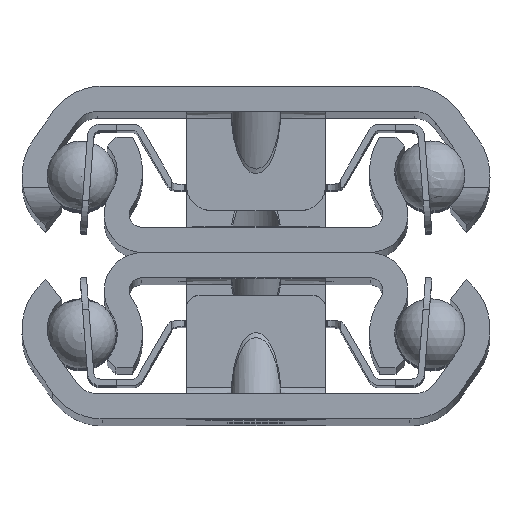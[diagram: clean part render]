
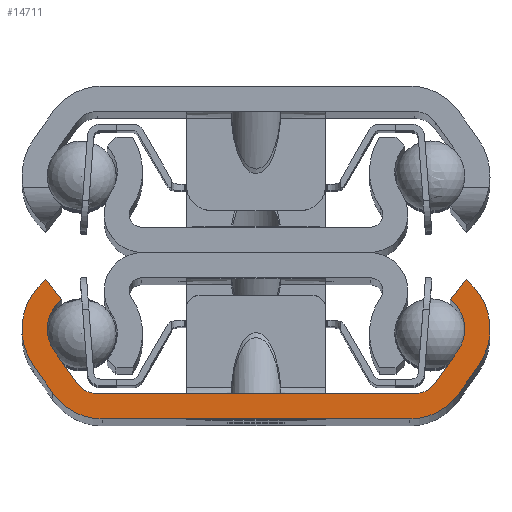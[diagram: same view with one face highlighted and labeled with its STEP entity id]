
A CAD part, top view. The second image highlights one B-rep face of the part: STEP entity #14711.
In plain terms, the highlighted face is planar.
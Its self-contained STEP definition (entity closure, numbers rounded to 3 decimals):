
#190=LINE('',#23695,#1786);
#209=LINE('',#23778,#1805);
#253=LINE('',#23944,#1849);
#257=LINE('',#23956,#1853);
#281=LINE('',#24083,#1877);
#284=LINE('',#24092,#1880);
#288=LINE('',#24107,#1884);
#291=LINE('',#24116,#1887);
#1786=VECTOR('',#18621,10.);
#1805=VECTOR('',#18664,10.);
#1849=VECTOR('',#18784,10.);
#1853=VECTOR('',#18796,10.);
#1877=VECTOR('',#18890,10.);
#1880=VECTOR('',#18901,10.);
#1884=VECTOR('',#18919,10.);
#1887=VECTOR('',#18930,10.);
#3410=PLANE('',#16995);
#4575=FACE_OUTER_BOUND('',#5416,.T.);
#5416=EDGE_LOOP('',(#10444,#10445,#10446,#10447,#10448,#10449,#10450,#10451,
#10452,#10453,#10454,#10455,#10456,#10457,#10458,#10459));
#6317=VERTEX_POINT('',#23693);
#6318=VERTEX_POINT('',#23694);
#6345=VERTEX_POINT('',#23776);
#6346=VERTEX_POINT('',#23777);
#6387=VERTEX_POINT('',#23934);
#6388=VERTEX_POINT('',#23936);
#6390=VERTEX_POINT('',#23942);
#6391=VERTEX_POINT('',#23946);
#6392=VERTEX_POINT('',#23948);
#6394=VERTEX_POINT('',#23954);
#6411=VERTEX_POINT('',#24076);
#6413=VERTEX_POINT('',#24082);
#6415=VERTEX_POINT('',#24091);
#6417=VERTEX_POINT('',#24100);
#6419=VERTEX_POINT('',#24106);
#6421=VERTEX_POINT('',#24115);
#7857=EDGE_CURVE('',#6317,#6318,#190,.T.);
#7887=EDGE_CURVE('',#6345,#6346,#209,.T.);
#7948=EDGE_CURVE('',#6387,#6388,#15719,.T.);
#7952=EDGE_CURVE('',#6390,#6387,#253,.T.);
#7954=EDGE_CURVE('',#6391,#6392,#15721,.T.);
#7958=EDGE_CURVE('',#6394,#6391,#257,.T.);
#7995=EDGE_CURVE('',#6318,#6411,#15731,.T.);
#7998=EDGE_CURVE('',#6411,#6413,#281,.T.);
#8002=EDGE_CURVE('',#6413,#6390,#15734,.T.);
#8003=EDGE_CURVE('',#6388,#6415,#284,.T.);
#8006=EDGE_CURVE('',#6415,#6345,#15735,.T.);
#8008=EDGE_CURVE('',#6346,#6417,#15737,.T.);
#8011=EDGE_CURVE('',#6417,#6419,#288,.T.);
#8015=EDGE_CURVE('',#6419,#6394,#15740,.T.);
#8016=EDGE_CURVE('',#6392,#6421,#291,.T.);
#8019=EDGE_CURVE('',#6421,#6317,#15741,.T.);
#10444=ORIENTED_EDGE('',*,*,#7995,.F.);
#10445=ORIENTED_EDGE('',*,*,#7857,.F.);
#10446=ORIENTED_EDGE('',*,*,#8019,.F.);
#10447=ORIENTED_EDGE('',*,*,#8016,.F.);
#10448=ORIENTED_EDGE('',*,*,#7954,.F.);
#10449=ORIENTED_EDGE('',*,*,#7958,.F.);
#10450=ORIENTED_EDGE('',*,*,#8015,.F.);
#10451=ORIENTED_EDGE('',*,*,#8011,.F.);
#10452=ORIENTED_EDGE('',*,*,#8008,.F.);
#10453=ORIENTED_EDGE('',*,*,#7887,.F.);
#10454=ORIENTED_EDGE('',*,*,#8006,.F.);
#10455=ORIENTED_EDGE('',*,*,#8003,.F.);
#10456=ORIENTED_EDGE('',*,*,#7948,.F.);
#10457=ORIENTED_EDGE('',*,*,#7952,.F.);
#10458=ORIENTED_EDGE('',*,*,#8002,.F.);
#10459=ORIENTED_EDGE('',*,*,#7998,.F.);
#14711=ADVANCED_FACE('',(#4575),#3410,.F.);
#15719=CIRCLE('',#16935,3.);
#15721=CIRCLE('',#16939,5.);
#15731=CIRCLE('',#16974,4.75);
#15734=CIRCLE('',#16979,5.);
#15735=CIRCLE('',#16982,2.);
#15737=CIRCLE('',#16985,2.);
#15740=CIRCLE('',#16990,3.);
#15741=CIRCLE('',#16993,4.75);
#16935=AXIS2_PLACEMENT_3D('',#23937,#18776,#18777);
#16939=AXIS2_PLACEMENT_3D('',#23949,#18788,#18789);
#16974=AXIS2_PLACEMENT_3D('',#24077,#18883,#18884);
#16979=AXIS2_PLACEMENT_3D('',#24089,#18897,#18898);
#16982=AXIS2_PLACEMENT_3D('',#24097,#18906,#18907);
#16985=AXIS2_PLACEMENT_3D('',#24101,#18912,#18913);
#16990=AXIS2_PLACEMENT_3D('',#24113,#18926,#18927);
#16993=AXIS2_PLACEMENT_3D('',#24121,#18935,#18936);
#16995=AXIS2_PLACEMENT_3D('',#24123,#18939,#18940);
#18621=DIRECTION('',(1.,0.,0.));
#18664=DIRECTION('',(-1.,0.,0.));
#18776=DIRECTION('center_axis',(0.,0.,-1.));
#18777=DIRECTION('ref_axis',(-0.819,0.574,0.));
#18784=DIRECTION('',(-0.639,-0.769,0.));
#18788=DIRECTION('center_axis',(0.,0.,1.));
#18789=DIRECTION('ref_axis',(-0.626,0.78,0.));
#18796=DIRECTION('',(-0.639,0.769,0.));
#18883=DIRECTION('center_axis',(0.,0.,1.));
#18884=DIRECTION('ref_axis',(0.,-1.,0.));
#18890=DIRECTION('',(0.574,0.819,0.));
#18897=DIRECTION('center_axis',(0.,0.,1.));
#18898=DIRECTION('ref_axis',(0.819,-0.574,0.));
#18901=DIRECTION('',(-0.574,-0.819,0.));
#18906=DIRECTION('center_axis',(0.,0.,-1.));
#18907=DIRECTION('ref_axis',(0.,1.,0.));
#18912=DIRECTION('center_axis',(0.,0.,-1.));
#18913=DIRECTION('ref_axis',(0.819,0.574,0.));
#18919=DIRECTION('',(-0.574,0.819,0.));
#18926=DIRECTION('center_axis',(0.,0.,-1.));
#18927=DIRECTION('ref_axis',(0.617,-0.787,0.));
#18930=DIRECTION('',(0.574,-0.819,0.));
#18935=DIRECTION('center_axis',(0.,0.,1.));
#18936=DIRECTION('ref_axis',(-0.819,-0.574,0.));
#18939=DIRECTION('center_axis',(0.,0.,1.));
#18940=DIRECTION('ref_axis',(1.,0.,0.));
#23693=CARTESIAN_POINT('',(-12.16,0.,-315.));
#23694=CARTESIAN_POINT('',(12.16,0.,-315.));
#23695=CARTESIAN_POINT('',(0.,0.,-315.));
#23776=CARTESIAN_POINT('',(12.55,2.,-315.));
#23777=CARTESIAN_POINT('',(-12.55,2.,-315.));
#23778=CARTESIAN_POINT('',(0.,2.,-315.));
#23934=CARTESIAN_POINT('',(15.35,9.462,-315.));
#23936=CARTESIAN_POINT('',(15.957,5.379,-315.));
#23937=CARTESIAN_POINT('Origin',(13.5,7.1,-315.));
#23942=CARTESIAN_POINT('',(16.629,11.,-315.));
#23944=CARTESIAN_POINT('',(16.629,11.,-315.));
#23946=CARTESIAN_POINT('',(-16.629,11.,-315.));
#23948=CARTESIAN_POINT('',(-17.596,4.232,-315.));
#23949=CARTESIAN_POINT('Origin',(-13.5,7.1,-315.));
#23954=CARTESIAN_POINT('',(-15.35,9.462,-315.));
#23956=CARTESIAN_POINT('',(-15.35,9.462,-315.));
#24076=CARTESIAN_POINT('',(16.051,2.026,-315.));
#24077=CARTESIAN_POINT('Origin',(12.16,4.75,-315.));
#24082=CARTESIAN_POINT('',(17.596,4.232,-315.));
#24083=CARTESIAN_POINT('',(16.051,2.026,-315.));
#24089=CARTESIAN_POINT('Origin',(13.5,7.1,-315.));
#24091=CARTESIAN_POINT('',(14.188,2.853,-315.));
#24092=CARTESIAN_POINT('',(15.957,5.379,-315.));
#24097=CARTESIAN_POINT('Origin',(12.55,4.,-315.));
#24100=CARTESIAN_POINT('',(-14.188,2.853,-315.));
#24101=CARTESIAN_POINT('Origin',(-12.55,4.,-315.));
#24106=CARTESIAN_POINT('',(-15.957,5.379,-315.));
#24107=CARTESIAN_POINT('',(-14.188,2.853,-315.));
#24113=CARTESIAN_POINT('Origin',(-13.5,7.1,-315.));
#24115=CARTESIAN_POINT('',(-16.051,2.026,-315.));
#24116=CARTESIAN_POINT('',(-17.596,4.232,-315.));
#24121=CARTESIAN_POINT('Origin',(-12.16,4.75,-315.));
#24123=CARTESIAN_POINT('Origin',(0.,3.266,
-315.));
